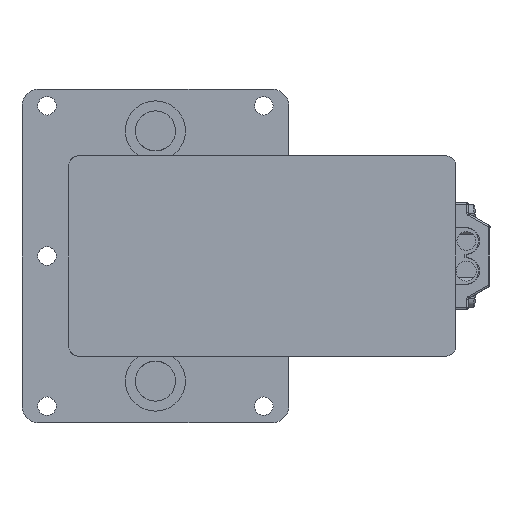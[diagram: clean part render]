
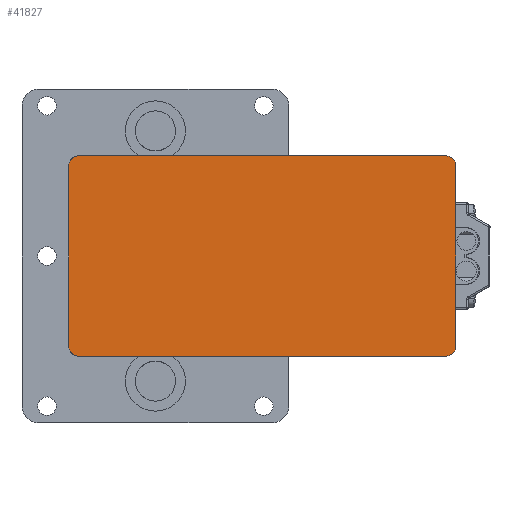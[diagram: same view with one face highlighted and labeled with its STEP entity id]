
A CAD part, front view. The second image highlights one B-rep face of the part: STEP entity #41827.
In plain terms, the highlighted face is planar.
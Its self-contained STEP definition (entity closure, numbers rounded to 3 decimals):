
#1630 = CIRCLE ( 'NONE', #41230, 3. ) ;
#4844 = CARTESIAN_POINT ( 'NONE',  ( 27.01, -87.01, -56. ) ) ;
#7225 = VERTEX_POINT ( 'NONE', #61243 ) ;
#7364 = ORIENTED_EDGE ( 'NONE', *, *, #74073, .T. ) ;
#7571 = ORIENTED_EDGE ( 'NONE', *, *, #87331, .T. ) ;
#10975 = AXIS2_PLACEMENT_3D ( 'NONE', #14299, #52653, #60319 ) ;
#12307 = DIRECTION ( 'NONE',  ( 0., 0., -1. ) ) ;
#14027 = DIRECTION ( 'NONE',  ( 0., 0., -1. ) ) ;
#14299 = CARTESIAN_POINT ( 'NONE',  ( 0., 0., -56. ) ) ;
#17338 = CARTESIAN_POINT ( 'NONE',  ( 30.01, 26.01, -56. ) ) ;
#21047 = ORIENTED_EDGE ( 'NONE', *, *, #63065, .T. ) ;
#22547 = AXIS2_PLACEMENT_3D ( 'NONE', #48887, #12307, #75999 ) ;
#26400 = EDGE_CURVE ( 'NONE', #75522, #33062, #1630, .T. ) ;
#31939 = CIRCLE ( 'NONE', #22547, 3. ) ;
#31974 = DIRECTION ( 'NONE',  ( 0., 0., -1. ) ) ;
#32036 = AXIS2_PLACEMENT_3D ( 'NONE', #59454, #14027, #68292 ) ;
#32629 = ORIENTED_EDGE ( 'NONE', *, *, #110802, .T. ) ;
#33062 = VERTEX_POINT ( 'NONE', #109563 ) ;
#33160 = FACE_OUTER_BOUND ( 'NONE', #47776, .T. ) ;
#33920 = DIRECTION ( 'NONE',  ( 1., 0., 0. ) ) ;
#34827 = AXIS2_PLACEMENT_3D ( 'NONE', #36925, #80625, #72339 ) ;
#36624 = EDGE_CURVE ( 'NONE', #89132, #44149, #85702, .T. ) ;
#36925 = CARTESIAN_POINT ( 'NONE',  ( 27.01, 23.01, -56. ) ) ;
#41230 = AXIS2_PLACEMENT_3D ( 'NONE', #4844, #31974, #102816 ) ;
#41827 = ADVANCED_FACE ( 'NONE', ( #33160 ), #69158, .T. ) ;
#43489 = VECTOR ( 'NONE', #72161, 1000. ) ;
#44149 = VERTEX_POINT ( 'NONE', #89104 ) ;
#47776 = EDGE_LOOP ( 'NONE', ( #107425, #7571, #32629, #66972, #70031, #80353, #21047, #7364 ) ) ;
#48887 = CARTESIAN_POINT ( 'NONE',  ( -27.01, 23.01, -56. ) ) ;
#49355 = CARTESIAN_POINT ( 'NONE',  ( 30.01, -90.01, -56. ) ) ;
#51062 = CARTESIAN_POINT ( 'NONE',  ( 30.01, 26.01, -56. ) ) ;
#51604 = EDGE_CURVE ( 'NONE', #54123, #78370, #92520, .T. ) ;
#52653 = DIRECTION ( 'NONE',  ( 0., 0., -1. ) ) ;
#54123 = VERTEX_POINT ( 'NONE', #113011 ) ;
#56465 = DIRECTION ( 'NONE',  ( -1., 0., 0. ) ) ;
#56546 = DIRECTION ( 'NONE',  ( 0., 1., 0. ) ) ;
#59454 = CARTESIAN_POINT ( 'NONE',  ( -27.01, -87.01, -56. ) ) ;
#60319 = DIRECTION ( 'NONE',  ( -1., 0., 0. ) ) ;
#61243 = CARTESIAN_POINT ( 'NONE',  ( -27.01, 26.01, -56. ) ) ;
#62617 = VERTEX_POINT ( 'NONE', #74870 ) ;
#63065 = EDGE_CURVE ( 'NONE', #33062, #62617, #67044, .T. ) ;
#64310 = CARTESIAN_POINT ( 'NONE',  ( -30.01, 23.01, -56. ) ) ;
#66972 = ORIENTED_EDGE ( 'NONE', *, *, #36624, .T. ) ;
#67044 = LINE ( 'NONE', #49355, #69080 ) ;
#68292 = DIRECTION ( 'NONE',  ( -1., 0., 0. ) ) ;
#69080 = VECTOR ( 'NONE', #56465, 1000. ) ;
#69158 = PLANE ( 'NONE',  #10975 ) ;
#70031 = ORIENTED_EDGE ( 'NONE', *, *, #95548, .T. ) ;
#70484 = LINE ( 'NONE', #51062, #109529 ) ;
#72161 = DIRECTION ( 'NONE',  ( 0., -1., 0. ) ) ;
#72339 = DIRECTION ( 'NONE',  ( -1., 0., 0. ) ) ;
#74073 = EDGE_CURVE ( 'NONE', #62617, #54123, #88577, .T. ) ;
#74870 = CARTESIAN_POINT ( 'NONE',  ( -27.01, -90.01, -56. ) ) ;
#75522 = VERTEX_POINT ( 'NONE', #86304 ) ;
#75999 = DIRECTION ( 'NONE',  ( -1., 0., 0. ) ) ;
#78370 = VERTEX_POINT ( 'NONE', #64310 ) ;
#80353 = ORIENTED_EDGE ( 'NONE', *, *, #26400, .T. ) ;
#80625 = DIRECTION ( 'NONE',  ( 0., 0., -1. ) ) ;
#85691 = CARTESIAN_POINT ( 'NONE',  ( 27.01, 26.01, -56. ) ) ;
#85702 = CIRCLE ( 'NONE', #34827, 3. ) ;
#86304 = CARTESIAN_POINT ( 'NONE',  ( 30.01, -87.01, -56. ) ) ;
#87331 = EDGE_CURVE ( 'NONE', #78370, #7225, #31939, .T. ) ;
#88577 = CIRCLE ( 'NONE', #32036, 3. ) ;
#89104 = CARTESIAN_POINT ( 'NONE',  ( 30.01, 23.01, -56. ) ) ;
#89132 = VERTEX_POINT ( 'NONE', #85691 ) ;
#92520 = LINE ( 'NONE', #101383, #111113 ) ;
#95548 = EDGE_CURVE ( 'NONE', #44149, #75522, #97025, .T. ) ;
#97025 = LINE ( 'NONE', #17338, #43489 ) ;
#101383 = CARTESIAN_POINT ( 'NONE',  ( -30.01, 26.01, -56. ) ) ;
#102816 = DIRECTION ( 'NONE',  ( -1., 0., 0. ) ) ;
#107425 = ORIENTED_EDGE ( 'NONE', *, *, #51604, .T. ) ;
#109529 = VECTOR ( 'NONE', #33920, 1000. ) ;
#109563 = CARTESIAN_POINT ( 'NONE',  ( 27.01, -90.01, -56. ) ) ;
#110802 = EDGE_CURVE ( 'NONE', #7225, #89132, #70484, .T. ) ;
#111113 = VECTOR ( 'NONE', #56546, 1000. ) ;
#113011 = CARTESIAN_POINT ( 'NONE',  ( -30.01, -87.01, -56. ) ) ;
